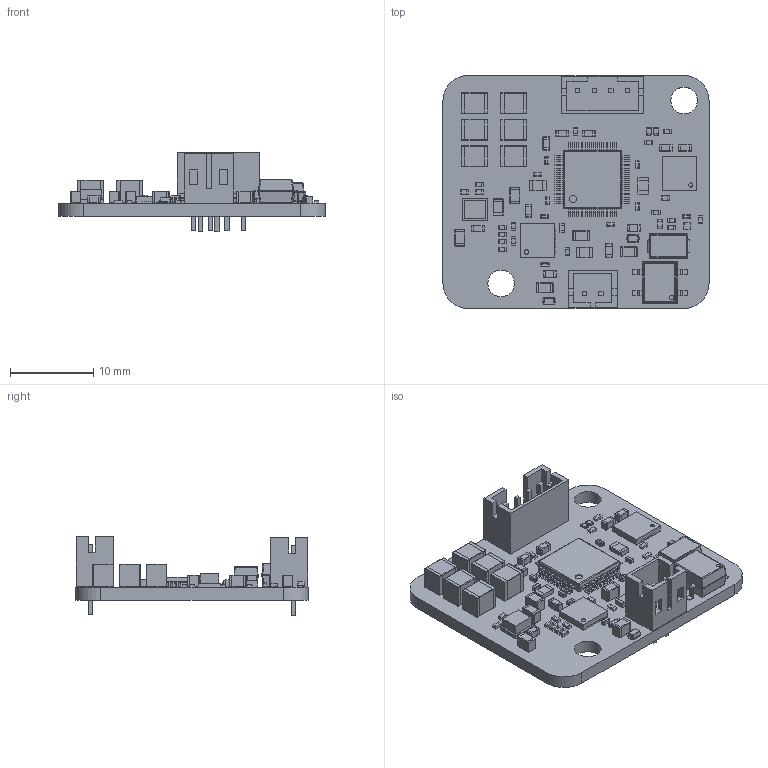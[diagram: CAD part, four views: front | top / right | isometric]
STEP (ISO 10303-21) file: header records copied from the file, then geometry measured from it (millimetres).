
FILE_DESCRIPTION(('Open CASCADE Model'),'2;1');
FILE_NAME('Open CASCADE Shape Model','2021-03-16T15:01:44',('Author'),( 'Open CASCADE'),'Open CASCADE STEP processor 6.8','Open CASCADE 6.8' ,'Unknown');
FILE_SCHEMA(('AUTOMOTIVE_DESIGN { 1 0 10303 214 1 1 1 1 }'));
Length unit declared in the file: millimetre
Products named in the file (135): PCB; Board; Open CASCADE STEP translator 6.8 3.1.1; C7; CAPC3225X279N_EIA_1210; C4; C2; R26; RESC1005_EIA_0402; R25; LED2; User_Library-LED_1006_B; User_Library-LED_1006_B_Blau; User_Library-LED_1006_B_Cut006; User_Library-LED_1006_B_Cut005; User_Library-LED_1006_B_Cut005_(Mirror_#1); User_Library-LED_1006_B_Pad001; LED1; User_Library-LED_1006_R; Rot; Cut006; Cut005; Cut005_(Mirror_#1); Pad001; C5; R3; R2; C1; CAPC1005X55N_EIA_0402; U6; 6050511920; Open_CASCADE_STEP_translator_6.8_19.1; Body; Open_CASCADE_STEP_translator_6.8_19.2.1; Leader; U5; 6050519120; Open_CASCADE_STEP_translator_6.8_38.1; Open_CASCADE_STEP_translator_6.8_38.2.1; Thermal_Shape ...
Assembly tree (278 placements, depth 5):
  PCB
    Board
      Open CASCADE STEP translator 6.8 3.1.1
    C7
      CAPC3225X279N_EIA_1210
    C4
      CAPC3225X279N_EIA_1210
    C2
      CAPC3225X279N_EIA_1210
    R26
      RESC1005_EIA_0402
    R25
      RESC1005_EIA_0402
    LED2
      User_Library-LED_1006_B
        User_Library-LED_1006_B_Blau
        User_Library-LED_1006_B_Cut006
        User_Library-LED_1006_B_Cut005
        User_Library-LED_1006_B_Cut005_(Mirror_#1)
        User_Library-LED_1006_B_Pad001
    LED1
      User_Library-LED_1006_R
        Rot
        Cut006
        Cut005
        Cut005_(Mirror_#1)
        Pad001
    C5
      CAPC3225X279N_EIA_1210
    R3
      RESC1005_EIA_0402
    R2
      RESC1005_EIA_0402
    C1
      CAPC1005X55N_EIA_0402
    U6
      6050511920
        Open_CASCADE_STEP_translator_6.8_19.1
        Body
          Open_CASCADE_STEP_translator_6.8_19.2.1
        Leader  x24
        Leader  x24
    U5
      6050519120
        Open_CASCADE_STEP_translator_6.8_38.1
        Body
          Open_CASCADE_STEP_translator_6.8_38.2.1
        Thermal_Shape
        Pin_Shape  x20
          Open_CASCADE_STEP_translator_6.8_38.4.1
    U4
      6050512960
        Open_CASCADE_STEP_translator_6.8_32.1
        Body
          Open_CASCADE_STEP_translator_6.8_32.2.1
        ball  x4
    U3
      6050518080
        Open_CASCADE_STEP_translator_6.8_18.1
        Body
Bounding box: 32 x 28 x 9.5 mm (x, y, z)
Volume: 1941.1 mm3; surface area: 3714.4 mm2
Topology: 195 solids, 200 shells, 4104 faces, 8793 edges, 4807 vertices
Faces by surface type: plane 2816, cylinder 986, sphere 270, bspline 32
Full cylindrical faces by diameter (mm): 0.105 x1, 0.512 x2, 0.525 x1, 0.7 x6, 0.875 x1, 3.2 x2
Entity records: 35413 total; most frequent: CARTESIAN_POINT 7325, DIRECTION 4900, ORIENTED_EDGE 4289, EDGE_CURVE 2147, AXIS2_PLACEMENT_3D 1651, LINE 1598, VECTOR 1598, VERTEX_POINT 1272
